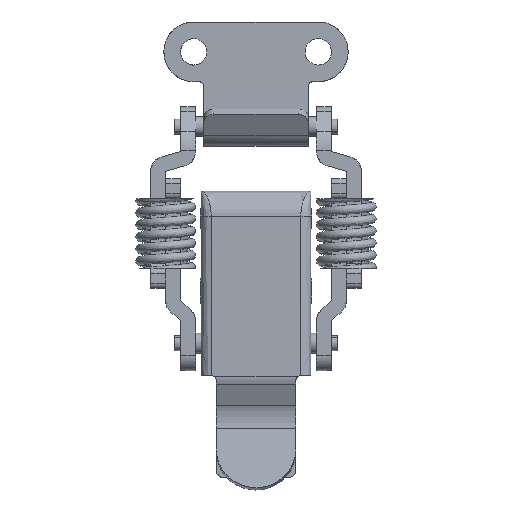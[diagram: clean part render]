
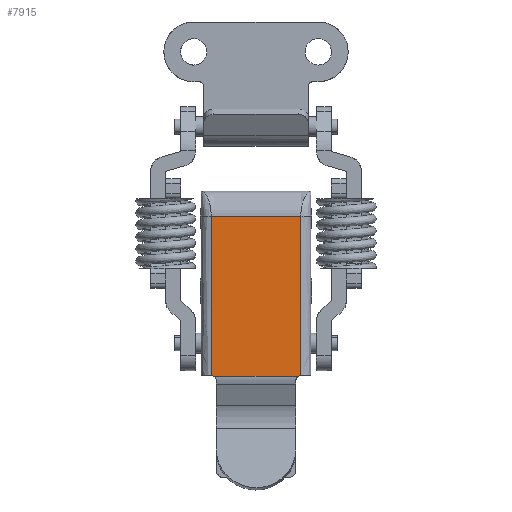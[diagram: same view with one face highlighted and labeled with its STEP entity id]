
A CAD part, front view. The second image highlights one B-rep face of the part: STEP entity #7915.
In plain terms, the highlighted free-form (B-spline) face has degree [1, 1] with [2, 2] control points.
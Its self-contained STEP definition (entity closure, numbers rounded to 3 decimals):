
#5847=CARTESIAN_POINT('',(-10.5,9.0,-18.0));
#5848=VERTEX_POINT('',#5847);
#5926=CARTESIAN_POINT('',(-10.5,9.0,-50.0));
#5927=VERTEX_POINT('',#5926);
#5943=CARTESIAN_POINT('',(-10.5,9.0,-18.0));
#5944=CARTESIAN_POINT('',(-10.5,9.0,-50.0));
#5945=QUASI_UNIFORM_CURVE('',1,(#5943,#5944),.UNSPECIFIED.,.F.,.U.);
#5946=EDGE_CURVE('',#5848,#5927,#5945,.T.);
#6194=CARTESIAN_POINT('',(-10.5,-9.,-18.0));
#6195=VERTEX_POINT('',#6194);
#6266=CARTESIAN_POINT('',(-10.5,-9.,-50.0));
#6267=VERTEX_POINT('',#6266);
#6268=CARTESIAN_POINT('',(-10.5,-9.,-50.0));
#6269=CARTESIAN_POINT('',(-10.5,-9.,-18.0));
#6270=QUASI_UNIFORM_CURVE('',1,(#6268,#6269),.UNSPECIFIED.,.F.,.U.);
#6271=EDGE_CURVE('',#6267,#6195,#6270,.T.);
#6606=CARTESIAN_POINT('',(-10.5,-8.533,-50.116));
#6607=VERTEX_POINT('',#6606);
#6629=CARTESIAN_POINT('',(-10.5,8.533,-50.116));
#6630=VERTEX_POINT('',#6629);
#6631=CARTESIAN_POINT('',(-10.5,8.533,-50.116));
#6632=CARTESIAN_POINT('',(-10.5,-8.533,-50.116));
#6633=QUASI_UNIFORM_CURVE('',1,(#6631,#6632),.UNSPECIFIED.,.F.,.U.);
#6634=EDGE_CURVE('',#6630,#6607,#6633,.T.);
#6697=CARTESIAN_POINT('',(-10.5,-8.533,-50.116));
#6698=CARTESIAN_POINT('',(-10.5,-8.676,-50.04));
#6699=CARTESIAN_POINT('',(-10.5,-8.838,-50.));
#6700=CARTESIAN_POINT('',(-10.5,-9.,-50.0));
#6701=B_SPLINE_CURVE_WITH_KNOTS('',3,(#6697,#6698,#6699,#6700),.UNSPECIFIED.,.F.,.U.,(4,4),(0.,0.486),.UNSPECIFIED.);
#6702=EDGE_CURVE('',#6607,#6267,#6701,.T.);
#6750=CARTESIAN_POINT('',(-10.5,9.0,-50.0));
#6751=CARTESIAN_POINT('',(-10.5,8.838,-50.));
#6752=CARTESIAN_POINT('',(-10.5,8.676,-50.04));
#6753=CARTESIAN_POINT('',(-10.5,8.533,-50.116));
#6754=B_SPLINE_CURVE_WITH_KNOTS('',3,(#6750,#6751,#6752,#6753),.UNSPECIFIED.,.F.,.U.,(4,4),(0.,0.486),.UNSPECIFIED.);
#6755=EDGE_CURVE('',#5927,#6630,#6754,.T.);
#7898=CARTESIAN_POINT('',(-10.5,-9.899,-16.396));
#7899=CARTESIAN_POINT('',(-10.5,-9.899,-51.72));
#7900=CARTESIAN_POINT('',(-10.5,9.899,-16.396));
#7901=CARTESIAN_POINT('',(-10.5,9.899,-51.72));
#7902=B_SPLINE_SURFACE_WITH_KNOTS('',1,1,((#7898,#7900),(#7899,#7901)),.UNSPECIFIED.,.F.,.F.,.U.,(2,2),(2,2),(0.0,35.324),(0.0,19.798),.UNSPECIFIED.);
#7903=CARTESIAN_POINT('',(-10.5,9.0,-18.0));
#7904=CARTESIAN_POINT('',(-10.5,-9.,-18.0));
#7905=QUASI_UNIFORM_CURVE('',1,(#7903,#7904),.UNSPECIFIED.,.F.,.U.);
#7906=EDGE_CURVE('',#5848,#6195,#7905,.T.);
#7907=ORIENTED_EDGE('',*,*,#7906,.F.);
#7908=ORIENTED_EDGE('',*,*,#5946,.T.);
#7909=ORIENTED_EDGE('',*,*,#6755,.T.);
#7910=ORIENTED_EDGE('',*,*,#6634,.T.);
#7911=ORIENTED_EDGE('',*,*,#6702,.T.);
#7912=ORIENTED_EDGE('',*,*,#6271,.T.);
#7913=EDGE_LOOP('',(#7907,#7908,#7909,#7910,#7911,#7912));
#7914=FACE_OUTER_BOUND('',#7913,.T.);
#7915=ADVANCED_FACE('',(#7914),#7902,.F.);
